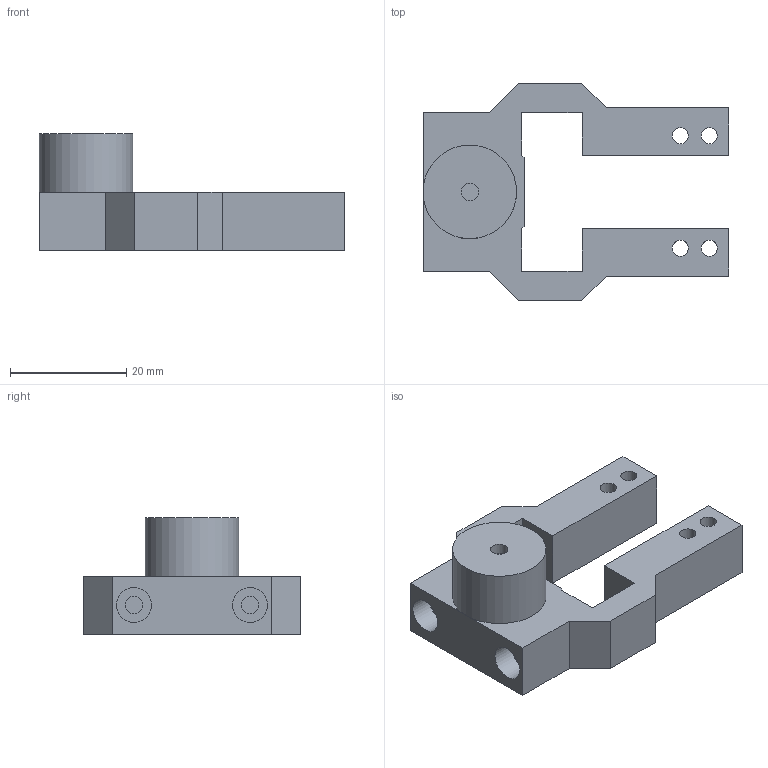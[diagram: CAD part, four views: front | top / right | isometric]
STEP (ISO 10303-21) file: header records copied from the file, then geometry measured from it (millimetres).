
FILE_DESCRIPTION(/* description */ (''),/* implementation_level */ '2;1');
FILE_NAME(/* name */ '30_Cube_Cube_Z_Focus_MGN_NEMA_belt_pushing_slide_v3.ipt.step',/* time_stamp */ '2022-11-29T08:15:22+01:00',/* author */ ('diederichbenedict'),/* organization */ (''),/* preprocessor_version */ 'ST-DEVELOPER v18.1',/* originating_system */ 'Autodesk Inventor 2022',/* authorisation */ '');
FILE_SCHEMA (('AUTOMOTIVE_DESIGN { 1 0 10303 214 3 1 1 }'));
Length unit declared in the file: millimetre
Products named in the file (1): 30_Cube_Cube_Z_Focus_MGN_NEMA_belt_pushing_slide_v3
Bounding box: 52.7 x 37.4 x 20 mm (x, y, z)
Volume: 9710.7 mm3; surface area: 6642.8 mm2
Topology: 1 solids, 1 shells, 41 faces, 110 edges, 72 vertices
Faces by surface type: plane 30, cylinder 11
Full cylindrical faces by diameter (mm): 2.8 x4, 3 x3, 6 x2, 12 x1, 16.118 x1
Entity records: 1315 total; most frequent: CARTESIAN_POINT 218, ORIENTED_EDGE 212, DIRECTION 212, EDGE_CURVE 106, LINE 84, VECTOR 84, VERTEX_POINT 70, AXIS2_PLACEMENT_3D 64
